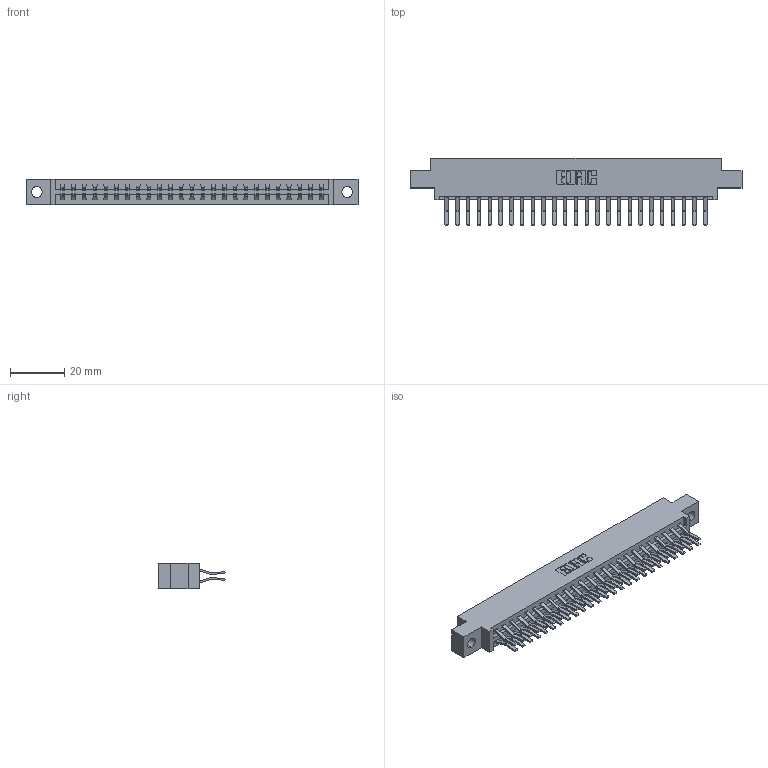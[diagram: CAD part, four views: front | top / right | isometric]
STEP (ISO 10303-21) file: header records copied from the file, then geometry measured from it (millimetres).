
FILE_DESCRIPTION (( 'STEP AP203' ), '1' );
FILE_NAME ('387-050-560-804.STEP', '2018-09-20T09:31:15', ( '' ), ( '' ), 'SwSTEP 2.0', 'SolidWorks 2016', '' );
FILE_SCHEMA (( 'CONFIG_CONTROL_DESIGN' ));
Length unit declared in the file: inch
Products named in the file (3): 337 Part_0.170 Offset - 0.156 Dia-TH; 345-292-001_560 Tail; 387-050-560-804
Assembly tree (51 placements, depth 2):
  387-050-560-804
    337 Part_0.170 Offset - 0.156 Dia-TH
    345-292-001_560 Tail  x50
Bounding box: 122.07 x 24.78 x 9.4 mm (x, y, z)
Volume: 12761 mm3; surface area: 15115 mm2
Topology: 51 solids, 51 shells, 2918 faces, 8673 edges, 5714 vertices
Faces by surface type: plane 1974, cylinder 944
Entity records: 21805 total; most frequent: CARTESIAN_POINT 3690, ORIENTED_EDGE 3626, DIRECTION 3173, EDGE_CURVE 1813, VECTOR 1681, LINE 1681, VERTEX_POINT 1206, AXIS2_PLACEMENT_3D 746
